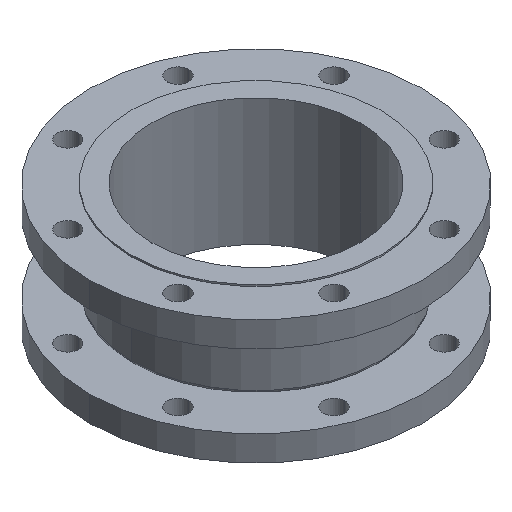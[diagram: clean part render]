
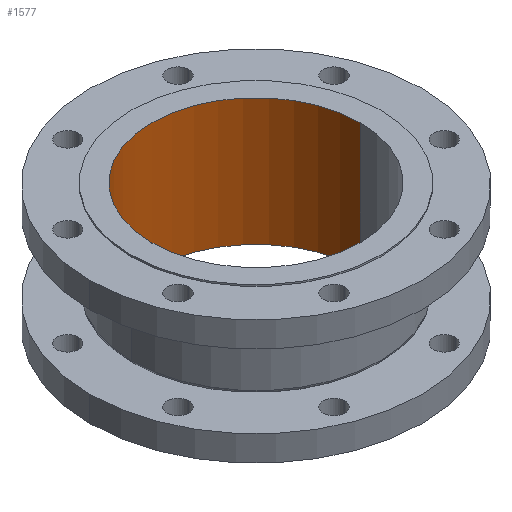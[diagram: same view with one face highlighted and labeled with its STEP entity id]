
A CAD part, isometric view. The second image highlights one B-rep face of the part: STEP entity #1577.
In plain terms, the highlighted cylindrical face has radius 106.5 mm (diameter 213 mm), a partial arc.
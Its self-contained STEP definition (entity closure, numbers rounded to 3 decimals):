
#473 = EDGE_CURVE ( 'NONE', #23886, #27758, #10509, .T. ) ;
#1515 = ORIENTED_EDGE ( 'NONE', *, *, #12332, .T. ) ;
#1577 = ADVANCED_FACE ( 'NONE', ( #22334 ), #15052, .F. ) ;
#2236 = DIRECTION ( 'NONE',  ( 1., 0., 0. ) ) ;
#3125 = AXIS2_PLACEMENT_3D ( 'NONE', #3695, #20088, #17822 ) ;
#3224 = AXIS2_PLACEMENT_3D ( 'NONE', #18339, #23177, #2236 ) ;
#3695 = CARTESIAN_POINT ( 'NONE',  ( 0., 0., -130. ) ) ;
#4629 = VERTEX_POINT ( 'NONE', #20103 ) ;
#4877 = CARTESIAN_POINT ( 'NONE',  ( -106.5, 0., 0. ) ) ;
#5587 = VECTOR ( 'NONE', #7171, 1000. ) ;
#7171 = DIRECTION ( 'NONE',  ( 0., 0., 1. ) ) ;
#8669 = CARTESIAN_POINT ( 'NONE',  ( -106.5, 0., -130. ) ) ;
#8878 = LINE ( 'NONE', #27090, #16238 ) ;
#9392 = EDGE_CURVE ( 'NONE', #4629, #11538, #14274, .T. ) ;
#9798 = CARTESIAN_POINT ( 'NONE',  ( -106.5, 0., 0. ) ) ;
#10509 = CIRCLE ( 'NONE', #3224, 106.5 ) ;
#11255 = ORIENTED_EDGE ( 'NONE', *, *, #473, .T. ) ;
#11538 = VERTEX_POINT ( 'NONE', #8669 ) ;
#12332 = EDGE_CURVE ( 'NONE', #4629, #23886, #8878, .T. ) ;
#12635 = ORIENTED_EDGE ( 'NONE', *, *, #13671, .F. ) ;
#13226 = CARTESIAN_POINT ( 'NONE',  ( 0., 0., 0. ) ) ;
#13671 = EDGE_CURVE ( 'NONE', #11538, #27758, #18718, .T. ) ;
#14274 = CIRCLE ( 'NONE', #3125, 106.5 ) ;
#15052 = CYLINDRICAL_SURFACE ( 'NONE', #19083, 106.5 ) ;
#16238 = VECTOR ( 'NONE', #18455, 1000. ) ;
#17822 = DIRECTION ( 'NONE',  ( 1., 0., 0. ) ) ;
#18339 = CARTESIAN_POINT ( 'NONE',  ( 0., 0., 0. ) ) ;
#18455 = DIRECTION ( 'NONE',  ( 0., 0., 1. ) ) ;
#18718 = LINE ( 'NONE', #4877, #5587 ) ;
#19083 = AXIS2_PLACEMENT_3D ( 'NONE', #13226, #24623, #26728 ) ;
#20088 = DIRECTION ( 'NONE',  ( 0., 0., 1. ) ) ;
#20103 = CARTESIAN_POINT ( 'NONE',  ( 106.5, 0., -130. ) ) ;
#21690 = ORIENTED_EDGE ( 'NONE', *, *, #9392, .F. ) ;
#22334 = FACE_OUTER_BOUND ( 'NONE', #23426, .T. ) ;
#22578 = CARTESIAN_POINT ( 'NONE',  ( 106.5, 0., 0. ) ) ;
#23177 = DIRECTION ( 'NONE',  ( 0., 0., 1. ) ) ;
#23426 = EDGE_LOOP ( 'NONE', ( #12635, #21690, #1515, #11255 ) ) ;
#23886 = VERTEX_POINT ( 'NONE', #22578 ) ;
#24623 = DIRECTION ( 'NONE',  ( 0., 0., 1. ) ) ;
#26728 = DIRECTION ( 'NONE',  ( 1., 0., 0. ) ) ;
#27090 = CARTESIAN_POINT ( 'NONE',  ( 106.5, 0., 0. ) ) ;
#27758 = VERTEX_POINT ( 'NONE', #9798 ) ;
